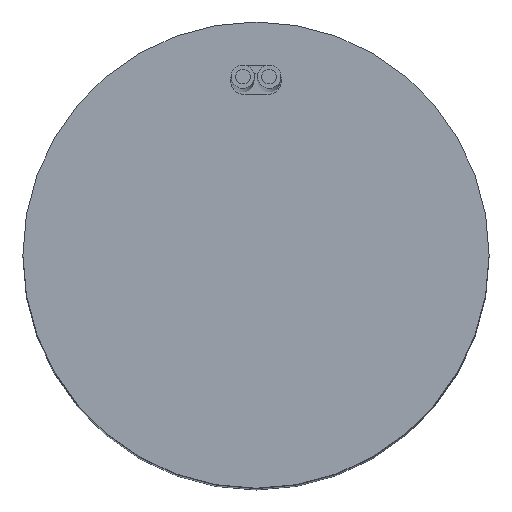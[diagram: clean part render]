
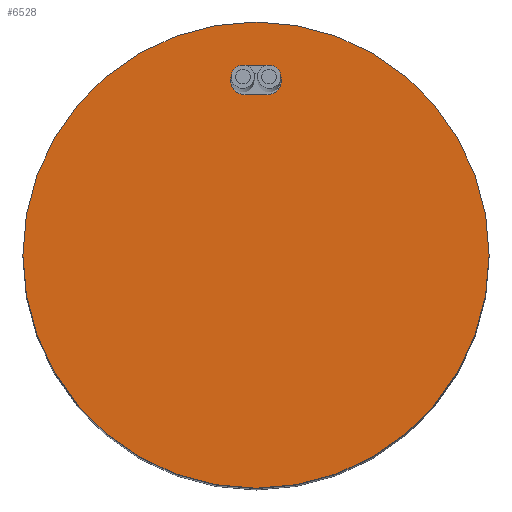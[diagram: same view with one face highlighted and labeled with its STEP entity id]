
A CAD part, top view. The second image highlights one B-rep face of the part: STEP entity #6528.
In plain terms, the highlighted face is planar.
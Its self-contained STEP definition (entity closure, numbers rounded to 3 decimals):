
#249 = CIRCLE ( 'NONE', #409, 1. ) ;
#296 = LINE ( 'NONE', #9266, #5589 ) ;
#329 = CIRCLE ( 'NONE', #3831, 1. ) ;
#409 = AXIS2_PLACEMENT_3D ( 'NONE', #4122, #6609, #2827 ) ;
#483 = ORIENTED_EDGE ( 'NONE', *, *, #2590, .F. ) ;
#689 = VERTEX_POINT ( 'NONE', #9712 ) ;
#712 = CARTESIAN_POINT ( 'NONE',  ( -0.75, -13., 0. ) ) ;
#775 = DIRECTION ( 'NONE',  ( 0., 0., 1. ) ) ;
#921 = CARTESIAN_POINT ( 'NONE',  ( -0.75, -12., 0. ) ) ;
#980 = ORIENTED_EDGE ( 'NONE', *, *, #7411, .F. ) ;
#1204 = ORIENTED_EDGE ( 'NONE', *, *, #1680, .F. ) ;
#1557 = DIRECTION ( 'NONE',  ( 1., 0., 0. ) ) ;
#1568 = DIRECTION ( 'NONE',  ( 0., 0., -1. ) ) ;
#1680 = EDGE_CURVE ( 'NONE', #9277, #3547, #296, .T. ) ;
#1812 = CARTESIAN_POINT ( 'NONE',  ( 0., 0., 0. ) ) ;
#2016 = CARTESIAN_POINT ( 'NONE',  ( 0.75, -13., 0. ) ) ;
#2508 = ORIENTED_EDGE ( 'NONE', *, *, #9401, .F. ) ;
#2590 = EDGE_CURVE ( 'NONE', #3547, #689, #329, .T. ) ;
#2631 = AXIS2_PLACEMENT_3D ( 'NONE', #1812, #6592, #2662 ) ;
#2662 = DIRECTION ( 'NONE',  ( 1., 0., 0. ) ) ;
#2827 = DIRECTION ( 'NONE',  ( -1., 0., 0. ) ) ;
#3412 = CARTESIAN_POINT ( 'NONE',  ( 16., 0., 0. ) ) ;
#3547 = VERTEX_POINT ( 'NONE', #712 ) ;
#3831 = AXIS2_PLACEMENT_3D ( 'NONE', #921, #1568, #8588 ) ;
#4122 = CARTESIAN_POINT ( 'NONE',  ( 0.75, -12., 0. ) ) ;
#4573 = DIRECTION ( 'NONE',  ( 1., 0., 0. ) ) ;
#5454 = VECTOR ( 'NONE', #1557, 1000. ) ;
#5481 = CARTESIAN_POINT ( 'NONE',  ( 0., 0., 0. ) ) ;
#5589 = VECTOR ( 'NONE', #7755, 1000. ) ;
#6160 = AXIS2_PLACEMENT_3D ( 'NONE', #5481, #775, #4573 ) ;
#6182 = FACE_BOUND ( 'NONE', #6713, .T. ) ;
#6528 = ADVANCED_FACE ( 'NONE', ( #6182, #9283 ), #7534, .F. ) ;
#6592 = DIRECTION ( 'NONE',  ( 0., 0., 1. ) ) ;
#6602 = ORIENTED_EDGE ( 'NONE', *, *, #7748, .F. ) ;
#6609 = DIRECTION ( 'NONE',  ( 0., 0., -1. ) ) ;
#6713 = EDGE_LOOP ( 'NONE', ( #1204, #980, #2508, #483 ) ) ;
#7411 = EDGE_CURVE ( 'NONE', #8507, #9277, #249, .T. ) ;
#7534 = PLANE ( 'NONE',  #6160 ) ;
#7656 = CARTESIAN_POINT ( 'NONE',  ( 0.75, -11., 0. ) ) ;
#7748 = EDGE_CURVE ( 'NONE', #8046, #8046, #7765, .T. ) ;
#7755 = DIRECTION ( 'NONE',  ( -1., 0., 0. ) ) ;
#7765 = CIRCLE ( 'NONE', #2631, 16. ) ;
#7767 = LINE ( 'NONE', #7815, #5454 ) ;
#7815 = CARTESIAN_POINT ( 'NONE',  ( 0.75, -11., 0. ) ) ;
#8046 = VERTEX_POINT ( 'NONE', #3412 ) ;
#8507 = VERTEX_POINT ( 'NONE', #7656 ) ;
#8588 = DIRECTION ( 'NONE',  ( -1., 0., 0. ) ) ;
#9220 = EDGE_LOOP ( 'NONE', ( #6602 ) ) ;
#9266 = CARTESIAN_POINT ( 'NONE',  ( 0.75, -13., 0. ) ) ;
#9277 = VERTEX_POINT ( 'NONE', #2016 ) ;
#9283 = FACE_OUTER_BOUND ( 'NONE', #9220, .T. ) ;
#9401 = EDGE_CURVE ( 'NONE', #689, #8507, #7767, .T. ) ;
#9712 = CARTESIAN_POINT ( 'NONE',  ( -0.75, -11., 0. ) ) ;
